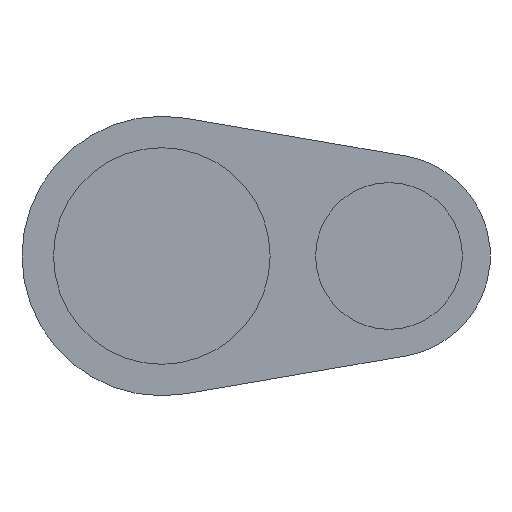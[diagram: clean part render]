
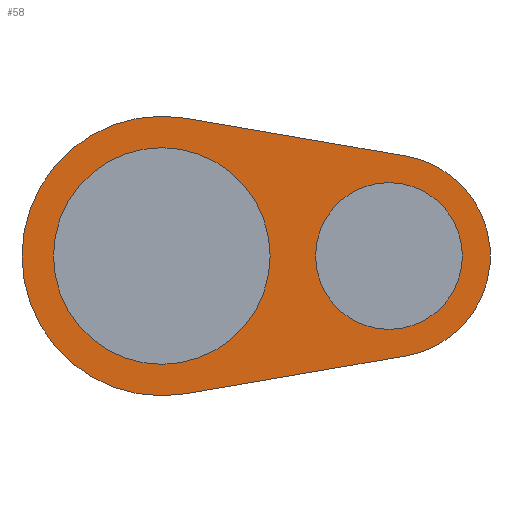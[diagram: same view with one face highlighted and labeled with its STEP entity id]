
A CAD part, front view. The second image highlights one B-rep face of the part: STEP entity #58.
In plain terms, the highlighted planar face has unit normal (0, -1, 0).
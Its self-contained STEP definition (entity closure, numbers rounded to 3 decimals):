
#58 = ADVANCED_FACE( '', ( #127, #128, #129 ), #130, .F. );
#127 = FACE_BOUND( '', #217, .T. );
#128 = FACE_BOUND( '', #218, .T. );
#129 = FACE_OUTER_BOUND( '', #219, .T. );
#130 = PLANE( '', #220 );
#217 = EDGE_LOOP( '', ( #316 ) );
#218 = EDGE_LOOP( '', ( #317 ) );
#219 = EDGE_LOOP( '', ( #318, #319, #320, #321 ) );
#220 = AXIS2_PLACEMENT_3D( '', #322, #323, #324 );
#316 = ORIENTED_EDGE( '', *, *, #442, .T. );
#317 = ORIENTED_EDGE( '', *, *, #443, .T. );
#318 = ORIENTED_EDGE( '', *, *, #444, .F. );
#319 = ORIENTED_EDGE( '', *, *, #445, .F. );
#320 = ORIENTED_EDGE( '', *, *, #446, .F. );
#321 = ORIENTED_EDGE( '', *, *, #430, .F. );
#322 = CARTESIAN_POINT( '', ( 0., 0., 0. ) );
#323 = DIRECTION( '', ( 0., 1., 0. ) );
#324 = DIRECTION( '', ( 0., 0., 1. ) );
#430 = EDGE_CURVE( '', #483, #484, #485, .T. );
#442 = EDGE_CURVE( '', #503, #503, #504, .T. );
#443 = EDGE_CURVE( '', #505, #505, #506, .T. );
#444 = EDGE_CURVE( '', #507, #483, #508, .T. );
#445 = EDGE_CURVE( '', #509, #507, #510, .T. );
#446 = EDGE_CURVE( '', #484, #509, #511, .T. );
#483 = VERTEX_POINT( '', #557 );
#484 = VERTEX_POINT( '', #558 );
#485 = CIRCLE( '', #559, 40. );
#503 = VERTEX_POINT( '', #579 );
#504 = CIRCLE( '', #580, 21. );
#505 = VERTEX_POINT( '', #581 );
#506 = CIRCLE( '', #582, 31. );
#507 = VERTEX_POINT( '', #583 );
#508 = LINE( '', #584, #585 );
#509 = VERTEX_POINT( '', #586 );
#510 = CIRCLE( '', #587, 29. );
#511 = LINE( '', #588, #589 );
#557 = CARTESIAN_POINT( '', ( 6.769, 0., -39.423 ) );
#558 = CARTESIAN_POINT( '', ( 6.769, 0., 39.423 ) );
#559 = AXIS2_PLACEMENT_3D( '', #639, #640, #641 );
#579 = CARTESIAN_POINT( '', ( 65., 0., 21. ) );
#580 = AXIS2_PLACEMENT_3D( '', #659, #660, #661 );
#581 = CARTESIAN_POINT( '', ( 0., 0., 31. ) );
#582 = AXIS2_PLACEMENT_3D( '', #662, #663, #664 );
#583 = CARTESIAN_POINT( '', ( 69.908, 0., -28.582 ) );
#584 = CARTESIAN_POINT( '', ( 69.908, 0., -28.582 ) );
#585 = VECTOR( '', #665, 1000. );
#586 = CARTESIAN_POINT( '', ( 69.908, 0., 28.582 ) );
#587 = AXIS2_PLACEMENT_3D( '', #666, #667, #668 );
#588 = CARTESIAN_POINT( '', ( 6.769, 0., 39.423 ) );
#589 = VECTOR( '', #669, 1000. );
#639 = CARTESIAN_POINT( '', ( 0., 0., 0. ) );
#640 = DIRECTION( '', ( 0., 1., 0. ) );
#641 = DIRECTION( '', ( 1., 0., 0. ) );
#659 = CARTESIAN_POINT( '', ( 65., 0., 0. ) );
#660 = DIRECTION( '', ( 0., 1., 0. ) );
#661 = DIRECTION( '', ( 0., 0., 1. ) );
#662 = CARTESIAN_POINT( '', ( 0., 0., 0. ) );
#663 = DIRECTION( '', ( 0., 1., 0. ) );
#664 = DIRECTION( '', ( 0., 0., 1. ) );
#665 = DIRECTION( '', ( -0.986, 0., -0.169 ) );
#666 = CARTESIAN_POINT( '', ( 65., 0., 0. ) );
#667 = DIRECTION( '', ( 0., 1., 0. ) );
#668 = DIRECTION( '', ( 1., 0., 0. ) );
#669 = DIRECTION( '', ( 0.986, 0., -0.169 ) );
